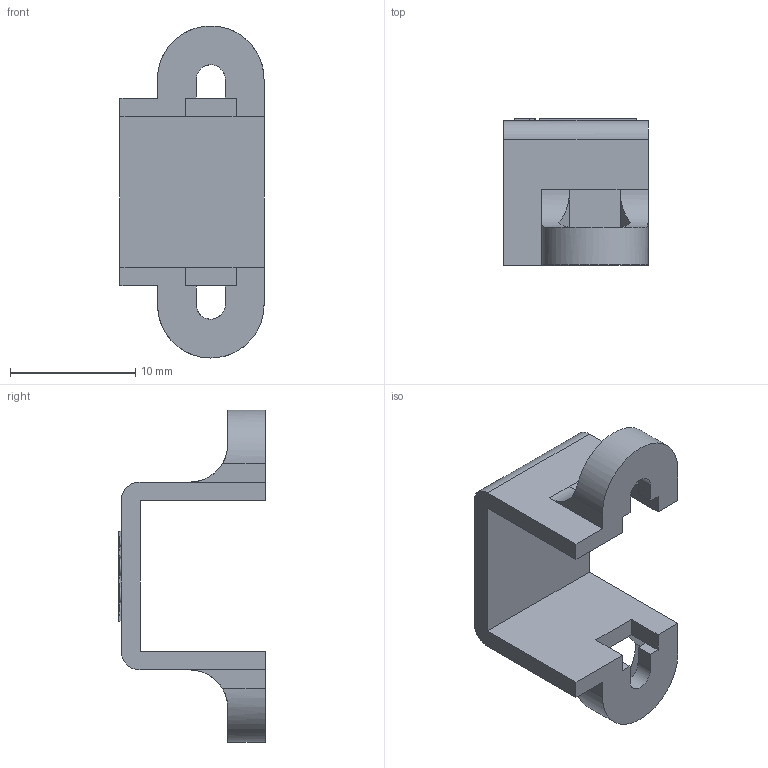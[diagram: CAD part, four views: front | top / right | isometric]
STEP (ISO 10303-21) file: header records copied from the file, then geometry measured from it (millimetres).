
FILE_DESCRIPTION (( 'STEP AP214' ), '1' );
FILE_NAME ('pololu_micro_metal_gearmotor_bracket.step', '2019-10-29T18:59:49', ( '' ), ( '' ), 'SwSTEP 2.0', 'SolidWorks 2016', '' );
FILE_SCHEMA (( 'AUTOMOTIVE_DESIGN' ));
Length unit declared in the file: millimetre
Products named in the file (1): pololu_micro_metal_gearmotor_bracket
Bounding box: 11.5 x 11.7 x 26.5 mm (x, y, z)
Volume: 753.6 mm3; surface area: 1193.7 mm2
Topology: 1 solids, 1 shells, 874 faces, 2676 edges, 1810 vertices
Faces by surface type: plane 862, cylinder 12
Entity records: 40925 total; most frequent: CARTESIAN_POINT 10540, ORIENTED_EDGE 5352, DIRECTION 2789, EDGE_CURVE 2676, VERTEX_POINT 1810, B_SPLINE_CURVE_WITH_KNOTS 1637, LINE 1039, VECTOR 1039
